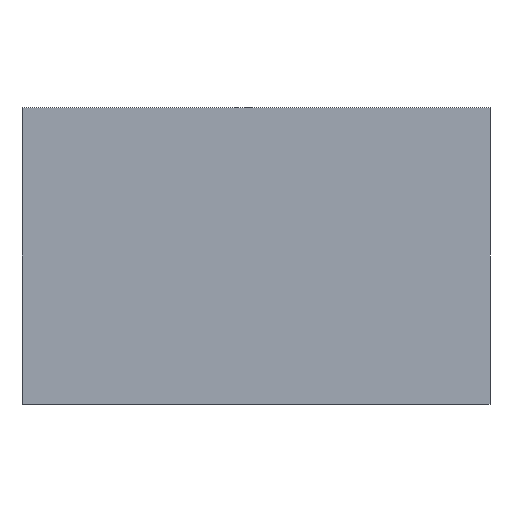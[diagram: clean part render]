
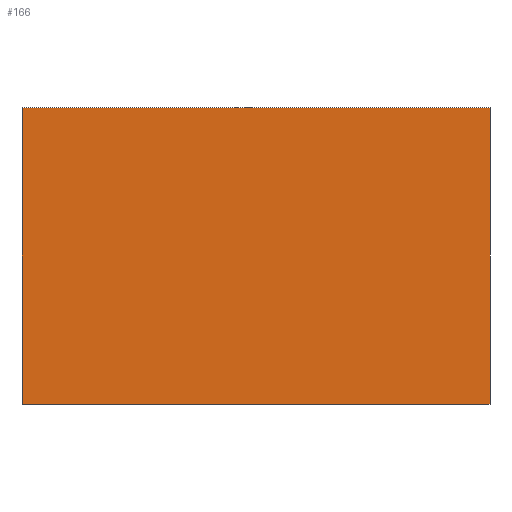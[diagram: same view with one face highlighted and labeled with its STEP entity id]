
A CAD part, left-side view. The second image highlights one B-rep face of the part: STEP entity #166.
In plain terms, the highlighted planar face has unit normal (-1, 0, 0).
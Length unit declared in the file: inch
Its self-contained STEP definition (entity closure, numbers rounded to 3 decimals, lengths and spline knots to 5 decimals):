
#20=FACE_OUTER_BOUND('',#29,.T.);
#29=EDGE_LOOP('',(#134,#135,#136,#137));
#40=LINE('',#252,#61);
#47=LINE('',#265,#68);
#50=LINE('',#272,#71);
#51=LINE('',#273,#72);
#61=VECTOR('',#206,0.3937);
#68=VECTOR('',#217,0.3937);
#71=VECTOR('',#224,0.3937);
#72=VECTOR('',#225,0.3937);
#81=VERTEX_POINT('',#249);
#82=VERTEX_POINT('',#251);
#85=VERTEX_POINT('',#261);
#88=VERTEX_POINT('',#271);
#96=EDGE_CURVE('',#81,#82,#40,.F.);
#103=EDGE_CURVE('',#85,#82,#47,.T.);
#106=EDGE_CURVE('',#88,#85,#50,.T.);
#107=EDGE_CURVE('',#88,#81,#51,.T.);
#134=ORIENTED_EDGE('',*,*,#106,.T.);
#135=ORIENTED_EDGE('',*,*,#103,.T.);
#136=ORIENTED_EDGE('',*,*,#96,.F.);
#137=ORIENTED_EDGE('',*,*,#107,.F.);
#157=PLANE('',#189);
#166=ADVANCED_FACE('',(#20),#157,.T.);
#189=AXIS2_PLACEMENT_3D('',#270,#222,#223);
#206=DIRECTION('',(0.,0.,1.));
#217=DIRECTION('',(0.,-1.,0.));
#222=DIRECTION('center_axis',(-1.,0.,0.));
#223=DIRECTION('ref_axis',(0.,0.,-1.));
#224=DIRECTION('',(0.,0.,-1.));
#225=DIRECTION('',(0.,-1.,0.));
#249=CARTESIAN_POINT('',(-63.875,5.,111.3125));
#251=CARTESIAN_POINT('',(-63.875,5.,95.3125));
#252=CARTESIAN_POINT('',(-63.875,5.,107.3125));
#261=CARTESIAN_POINT('',(-63.875,30.25,95.3125));
#265=CARTESIAN_POINT('',(-63.875,166.,95.3125));
#270=CARTESIAN_POINT('Origin',(-63.875,166.,111.3125));
#271=CARTESIAN_POINT('',(-63.875,30.25,111.3125));
#272=CARTESIAN_POINT('',(-63.875,30.25,103.3125));
#273=CARTESIAN_POINT('',(-63.875,166.,111.3125));
